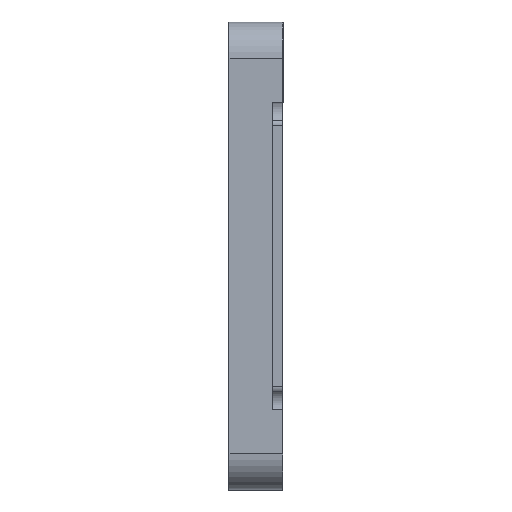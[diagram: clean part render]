
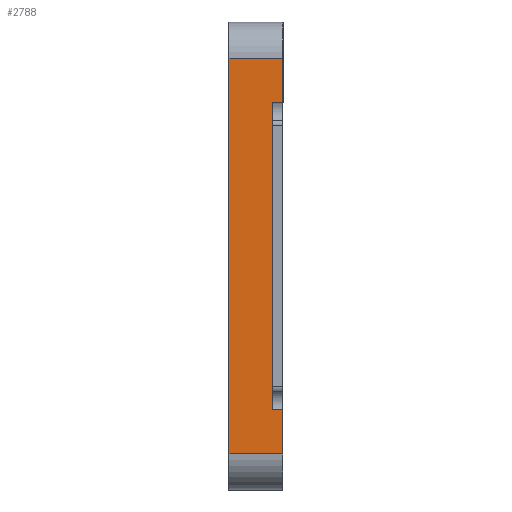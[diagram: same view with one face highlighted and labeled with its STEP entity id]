
A CAD part, left-side view. The second image highlights one B-rep face of the part: STEP entity #2788.
In plain terms, the highlighted planar face has unit normal (-1, 0, 0).
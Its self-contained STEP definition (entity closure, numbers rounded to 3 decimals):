
#52 = LINE ( 'NONE', #1635, #1034 ) ;
#140 = LINE ( 'NONE', #1186, #2316 ) ;
#145 = VERTEX_POINT ( 'NONE', #2362 ) ;
#177 = ORIENTED_EDGE ( 'NONE', *, *, #2155, .F. ) ;
#234 = AXIS2_PLACEMENT_3D ( 'NONE', #2732, #770, #1405 ) ;
#298 = ORIENTED_EDGE ( 'NONE', *, *, #1008, .F. ) ;
#350 = CARTESIAN_POINT ( 'NONE',  ( -142.5, 0., -42.75 ) ) ;
#374 = CARTESIAN_POINT ( 'NONE',  ( -142.5, 0., -42.75 ) ) ;
#392 = CARTESIAN_POINT ( 'NONE',  ( -142.5, 12., 55. ) ) ;
#398 = EDGE_LOOP ( 'NONE', ( #1914, #1385, #2201, #1116, #177, #1730, #1144, #298 ) ) ;
#501 = VERTEX_POINT ( 'NONE', #1370 ) ;
#554 = FACE_OUTER_BOUND ( 'NONE', #398, .T. ) ;
#603 = LINE ( 'NONE', #392, #1174 ) ;
#664 = CARTESIAN_POINT ( 'NONE',  ( -142.5, -3., 55. ) ) ;
#665 = EDGE_CURVE ( 'NONE', #145, #878, #2740, .T. ) ;
#668 = VECTOR ( 'NONE', #2493, 1000. ) ;
#692 = DIRECTION ( 'NONE',  ( 0., -1., 0. ) ) ;
#722 = LINE ( 'NONE', #1142, #2787 ) ;
#735 = EDGE_CURVE ( 'NONE', #2185, #1423, #2701, .T. ) ;
#770 = DIRECTION ( 'NONE',  ( 1., 0., 0. ) ) ;
#830 = CARTESIAN_POINT ( 'NONE',  ( -142.5, -3., -42.75 ) ) ;
#871 = EDGE_CURVE ( 'NONE', #501, #1381, #722, .T. ) ;
#878 = VERTEX_POINT ( 'NONE', #664 ) ;
#1008 = EDGE_CURVE ( 'NONE', #1981, #2554, #1612, .T. ) ;
#1034 = VECTOR ( 'NONE', #1170, 1000. ) ;
#1040 = DIRECTION ( 'NONE',  ( 0., 0., 1. ) ) ;
#1116 = ORIENTED_EDGE ( 'NONE', *, *, #665, .F. ) ;
#1142 = CARTESIAN_POINT ( 'NONE',  ( -142.5, 12., -55. ) ) ;
#1144 = ORIENTED_EDGE ( 'NONE', *, *, #2764, .T. ) ;
#1170 = DIRECTION ( 'NONE',  ( 0., 0., 1. ) ) ;
#1172 = PLANE ( 'NONE',  #234 ) ;
#1174 = VECTOR ( 'NONE', #1040, 1000. ) ;
#1186 = CARTESIAN_POINT ( 'NONE',  ( -142.5, -3., 55. ) ) ;
#1226 = DIRECTION ( 'NONE',  ( 0., 0., -1. ) ) ;
#1346 = CARTESIAN_POINT ( 'NONE',  ( -142.5, 0., 42.75 ) ) ;
#1370 = CARTESIAN_POINT ( 'NONE',  ( -142.5, 12., -55. ) ) ;
#1381 = VERTEX_POINT ( 'NONE', #2635 ) ;
#1385 = ORIENTED_EDGE ( 'NONE', *, *, #735, .T. ) ;
#1391 = DIRECTION ( 'NONE',  ( 0., -1., 0. ) ) ;
#1405 = DIRECTION ( 'NONE',  ( 0., 0., -1. ) ) ;
#1417 = EDGE_CURVE ( 'NONE', #1423, #878, #52, .T. ) ;
#1423 = VERTEX_POINT ( 'NONE', #1597 ) ;
#1597 = CARTESIAN_POINT ( 'NONE',  ( -142.5, -3., 42.75 ) ) ;
#1610 = DIRECTION ( 'NONE',  ( 0., 0., 1. ) ) ;
#1612 = LINE ( 'NONE', #2694, #1791 ) ;
#1615 = VECTOR ( 'NONE', #1642, 1000. ) ;
#1635 = CARTESIAN_POINT ( 'NONE',  ( -142.5, -3., 55. ) ) ;
#1642 = DIRECTION ( 'NONE',  ( 0., -1., 0. ) ) ;
#1727 = EDGE_CURVE ( 'NONE', #2185, #1981, #2308, .T. ) ;
#1730 = ORIENTED_EDGE ( 'NONE', *, *, #871, .T. ) ;
#1791 = VECTOR ( 'NONE', #1391, 1000. ) ;
#1914 = ORIENTED_EDGE ( 'NONE', *, *, #1727, .F. ) ;
#1981 = VERTEX_POINT ( 'NONE', #350 ) ;
#2155 = EDGE_CURVE ( 'NONE', #501, #145, #603, .T. ) ;
#2185 = VERTEX_POINT ( 'NONE', #1346 ) ;
#2201 = ORIENTED_EDGE ( 'NONE', *, *, #1417, .T. ) ;
#2299 = CARTESIAN_POINT ( 'NONE',  ( -142.5, 0., 42.75 ) ) ;
#2307 = VECTOR ( 'NONE', #1226, 1000. ) ;
#2308 = LINE ( 'NONE', #374, #2307 ) ;
#2316 = VECTOR ( 'NONE', #1610, 1000. ) ;
#2362 = CARTESIAN_POINT ( 'NONE',  ( -142.5, 12., 55. ) ) ;
#2493 = DIRECTION ( 'NONE',  ( 0., -1., 0. ) ) ;
#2554 = VERTEX_POINT ( 'NONE', #830 ) ;
#2635 = CARTESIAN_POINT ( 'NONE',  ( -142.5, -3., -55. ) ) ;
#2687 = CARTESIAN_POINT ( 'NONE',  ( -142.5, 12., 55. ) ) ;
#2694 = CARTESIAN_POINT ( 'NONE',  ( -142.5, 0., -42.75 ) ) ;
#2701 = LINE ( 'NONE', #2299, #668 ) ;
#2732 = CARTESIAN_POINT ( 'NONE',  ( -142.5, 12., 55. ) ) ;
#2740 = LINE ( 'NONE', #2687, #1615 ) ;
#2764 = EDGE_CURVE ( 'NONE', #1381, #2554, #140, .T. ) ;
#2787 = VECTOR ( 'NONE', #692, 1000. ) ;
#2788 = ADVANCED_FACE ( 'NONE', ( #554 ), #1172, .F. ) ;
